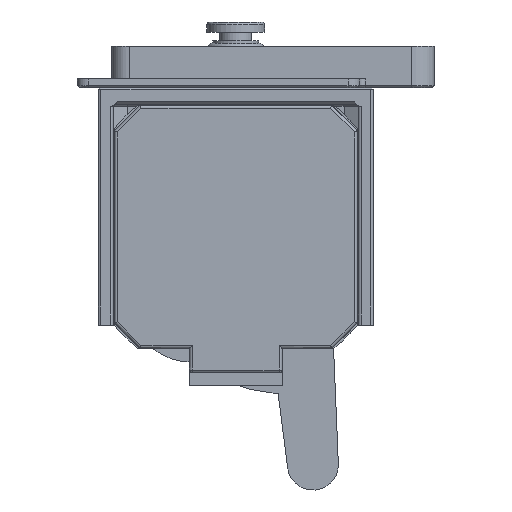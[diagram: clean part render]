
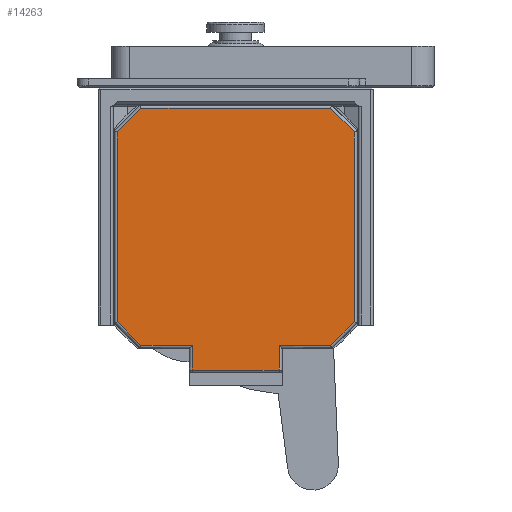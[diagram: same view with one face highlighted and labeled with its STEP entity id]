
A CAD part, front view. The second image highlights one B-rep face of the part: STEP entity #14263.
In plain terms, the highlighted face is planar.
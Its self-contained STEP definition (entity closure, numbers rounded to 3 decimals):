
#1061=LINE('',#21548,#2449);
#1063=LINE('',#21555,#2451);
#1109=LINE('',#21647,#2497);
#1115=LINE('',#21663,#2503);
#1120=LINE('',#21677,#2508);
#1130=LINE('',#21701,#2518);
#1131=LINE('',#21703,#2519);
#1132=LINE('',#21704,#2520);
#1133=LINE('',#21705,#2521);
#1134=LINE('',#21706,#2522);
#1135=LINE('',#21708,#2523);
#1136=LINE('',#21709,#2524);
#2449=VECTOR('',#17086,1000.);
#2451=VECTOR('',#17094,1000.);
#2497=VECTOR('',#17172,1000.);
#2503=VECTOR('',#17186,1000.);
#2508=VECTOR('',#17197,1000.);
#2518=VECTOR('',#17215,1000.);
#2519=VECTOR('',#17216,1000.);
#2520=VECTOR('',#17217,1000.);
#2521=VECTOR('',#17218,1000.);
#2522=VECTOR('',#17219,1000.);
#2523=VECTOR('',#17220,1000.);
#2524=VECTOR('',#17221,1000.);
#3717=FACE_OUTER_BOUND('',#4584,.T.);
#4584=EDGE_LOOP('',(#10257,#10258,#10259,#10260,#10261,#10262,#10263,#10264,
#10265,#10266,#10267,#10268));
#6256=VERTEX_POINT('',#21439);
#6286=VERTEX_POINT('',#21544);
#6288=VERTEX_POINT('',#21554);
#6318=VERTEX_POINT('',#21645);
#6323=VERTEX_POINT('',#21658);
#6324=VERTEX_POINT('',#21661);
#6329=VERTEX_POINT('',#21674);
#6330=VERTEX_POINT('',#21676);
#6339=VERTEX_POINT('',#21699);
#6340=VERTEX_POINT('',#21700);
#6341=VERTEX_POINT('',#21702);
#6342=VERTEX_POINT('',#21707);
#7774=EDGE_CURVE('',#6256,#6286,#1061,.T.);
#7777=EDGE_CURVE('',#6288,#6256,#1063,.T.);
#7826=EDGE_CURVE('',#6286,#6318,#1109,.T.);
#7834=EDGE_CURVE('',#6323,#6324,#1115,.T.);
#7840=EDGE_CURVE('',#6330,#6329,#1120,.T.);
#7851=EDGE_CURVE('',#6339,#6340,#1130,.T.);
#7852=EDGE_CURVE('',#6340,#6341,#1131,.T.);
#7853=EDGE_CURVE('',#6341,#6330,#1132,.T.);
#7854=EDGE_CURVE('',#6329,#6323,#1133,.T.);
#7855=EDGE_CURVE('',#6324,#6288,#1134,.T.);
#7856=EDGE_CURVE('',#6318,#6342,#1135,.T.);
#7857=EDGE_CURVE('',#6342,#6339,#1136,.T.);
#10257=ORIENTED_EDGE('',*,*,#7851,.T.);
#10258=ORIENTED_EDGE('',*,*,#7852,.T.);
#10259=ORIENTED_EDGE('',*,*,#7853,.T.);
#10260=ORIENTED_EDGE('',*,*,#7840,.T.);
#10261=ORIENTED_EDGE('',*,*,#7854,.T.);
#10262=ORIENTED_EDGE('',*,*,#7834,.T.);
#10263=ORIENTED_EDGE('',*,*,#7855,.T.);
#10264=ORIENTED_EDGE('',*,*,#7777,.T.);
#10265=ORIENTED_EDGE('',*,*,#7774,.T.);
#10266=ORIENTED_EDGE('',*,*,#7826,.T.);
#10267=ORIENTED_EDGE('',*,*,#7856,.T.);
#10268=ORIENTED_EDGE('',*,*,#7857,.T.);
#13750=PLANE('',#15265);
#14263=ADVANCED_FACE('',(#3717),#13750,.F.);
#15265=AXIS2_PLACEMENT_3D('',#21698,#17213,#17214);
#17086=DIRECTION('',(1.,0.,0.));
#17094=DIRECTION('',(0.,1.,0.));
#17172=DIRECTION('',(0.,-1.,0.));
#17186=DIRECTION('',(0.707,0.707,0.));
#17197=DIRECTION('',(-0.707,0.707,0.));
#17213=DIRECTION('center_axis',(0.,0.,1.));
#17214=DIRECTION('ref_axis',(1.,0.,0.));
#17215=DIRECTION('',(0.,-1.,0.));
#17216=DIRECTION('',(-0.707,-0.707,0.));
#17217=DIRECTION('',(-1.,0.,0.));
#17218=DIRECTION('',(0.,1.,0.));
#17219=DIRECTION('',(1.,0.,0.));
#17220=DIRECTION('',(1.,0.,0.));
#17221=DIRECTION('',(0.707,-0.707,0.));
#21439=CARTESIAN_POINT('',(-7.5,24.75,0.));
#21544=CARTESIAN_POINT('',(7.5,24.75,0.));
#21548=CARTESIAN_POINT('',(8.,24.75,0.));
#21554=CARTESIAN_POINT('',(-7.5,20.5,0.));
#21555=CARTESIAN_POINT('',(-7.5,25.25,0.));
#21645=CARTESIAN_POINT('',(7.5,20.5,0.));
#21647=CARTESIAN_POINT('',(7.5,20.5,0.));
#21658=CARTESIAN_POINT('',(-20.5,16.393,0.));
#21661=CARTESIAN_POINT('',(-16.393,20.5,0.));
#21663=CARTESIAN_POINT('',(-16.246,20.646,0.));
#21674=CARTESIAN_POINT('',(-20.5,-16.393,0.));
#21676=CARTESIAN_POINT('',(-16.393,-20.5,0.));
#21677=CARTESIAN_POINT('',(-20.646,-16.246,0.));
#21698=CARTESIAN_POINT('Origin',(0.,0.,0.));
#21699=CARTESIAN_POINT('',(20.5,16.393,0.));
#21700=CARTESIAN_POINT('',(20.5,-16.393,0.));
#21701=CARTESIAN_POINT('',(20.5,0.,0.));
#21702=CARTESIAN_POINT('',(16.393,-20.5,0.));
#21703=CARTESIAN_POINT('',(16.246,-20.646,0.));
#21704=CARTESIAN_POINT('',(0.,-20.5,0.));
#21705=CARTESIAN_POINT('',(-20.5,0.,0.));
#21706=CARTESIAN_POINT('',(0.,20.5,0.));
#21707=CARTESIAN_POINT('',(16.393,20.5,0.));
#21708=CARTESIAN_POINT('',(0.,20.5,0.));
#21709=CARTESIAN_POINT('',(20.646,16.246,0.));
